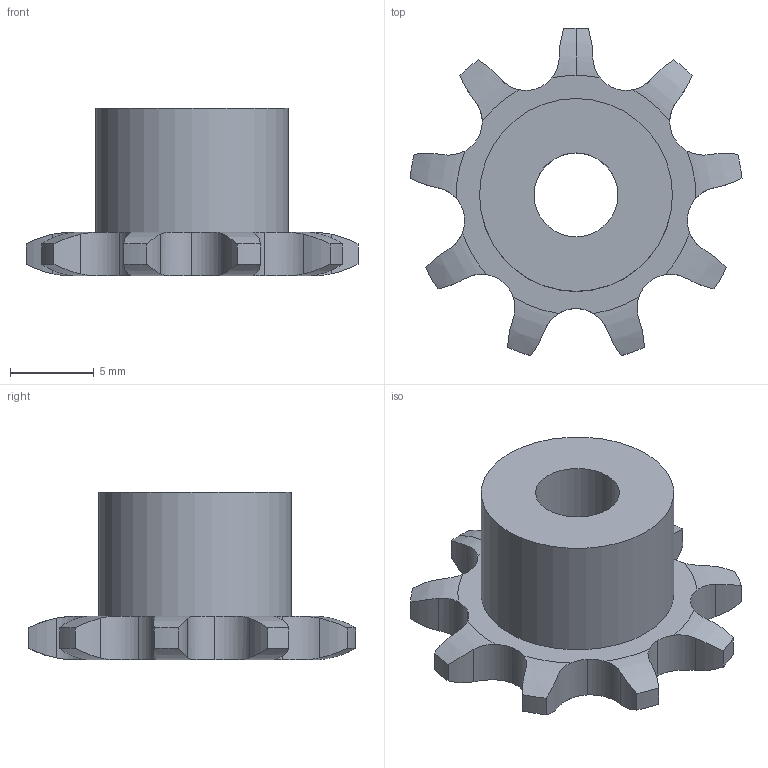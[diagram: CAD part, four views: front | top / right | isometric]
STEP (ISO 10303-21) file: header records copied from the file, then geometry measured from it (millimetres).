
FILE_DESCRIPTION(('FreeCAD Model'),'2;1');
FILE_NAME('Open CASCADE Shape Model','2021-02-25T15:48:11',( 'Simone Bignetti'),(''),'Open CASCADE STEP processor 7.4','FreeCAD', 'Unknown');
FILE_SCHEMA(('AUTOMOTIVE_DESIGN { 1 0 10303 214 1 1 1 1 }'));
Length unit declared in the file: millimetre
Products named in the file (1): Hole
Bounding box: 19.8 x 19.52 x 10 mm (x, y, z)
Volume: 1088.2 mm3; surface area: 987.3 mm2
Topology: 1 solids, 1 shells, 70 faces, 219 edges, 152 vertices
Faces by surface type: cylinder 47, revolution 20, plane 3
Full cylindrical faces by diameter (mm): 5 x1, 11.5 x1
Entity records: 7521 total; most frequent: CARTESIAN_POINT 3510, DIRECTION 664, ORIENTED_EDGE 438, PCURVE 438, DEFINITIONAL_REPRESENTATION 438, LINE 263, VECTOR 263, EDGE_CURVE 219
